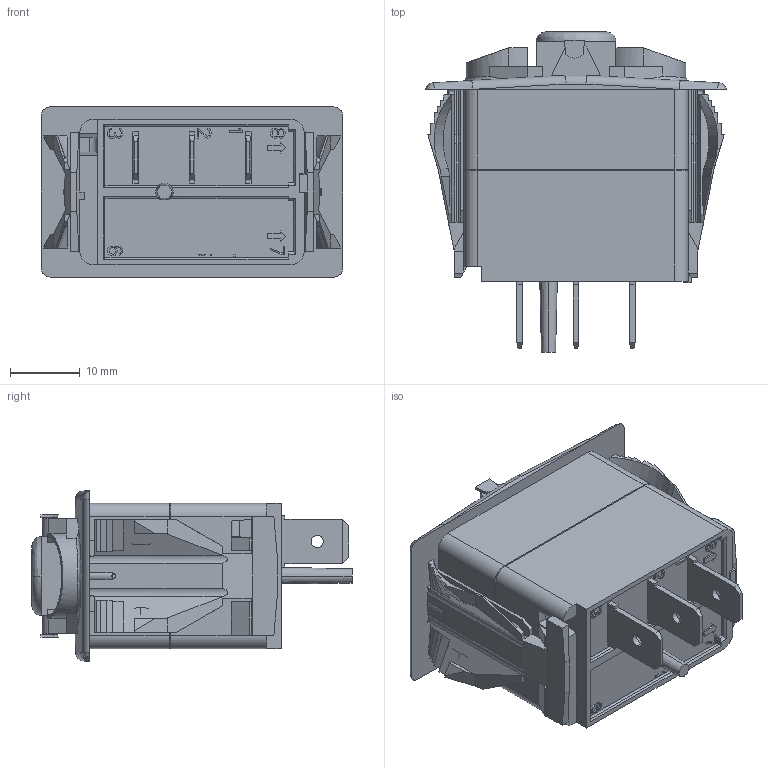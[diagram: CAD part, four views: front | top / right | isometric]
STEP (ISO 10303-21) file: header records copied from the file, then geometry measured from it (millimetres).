
FILE_DESCRIPTION (( 'STEP AP203' ), '1' );
FILE_NAME ('92024.STEP', '2023-01-19T18:41:52', ( '' ), ( '' ), 'SwSTEP 2.0', 'SolidWorks 2022', '' );
FILE_SCHEMA (( 'CONFIG_CONTROL_DESIGN' ));
Length unit declared in the file: inch
Products named in the file (1): 92024
Bounding box: 43.18 x 45.9 x 24.38 mm (x, y, z)
Volume: 32513.7 mm3; surface area: 12752.2 mm2
Topology: 2 solids, 2 shells, 1279 faces, 3575 edges, 2331 vertices
Faces by surface type: plane 1064, cylinder 182, bspline 18, cone 15
Entity records: 41322 total; most frequent: CARTESIAN_POINT 8630, ORIENTED_EDGE 7150, DIRECTION 6245, EDGE_CURVE 3575, LINE 3049, VECTOR 3049, VERTEX_POINT 2331, AXIS2_PLACEMENT_3D 1598
